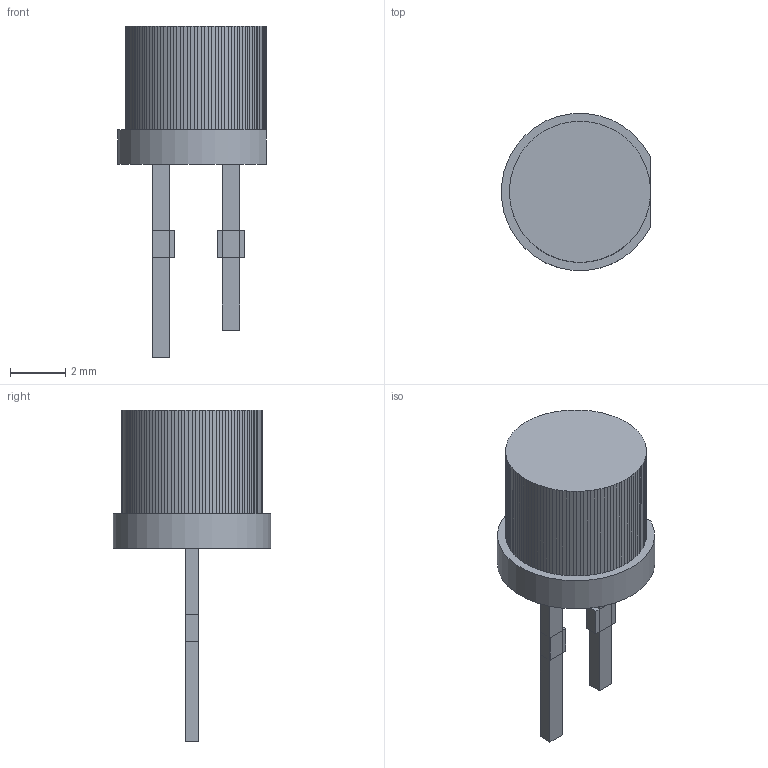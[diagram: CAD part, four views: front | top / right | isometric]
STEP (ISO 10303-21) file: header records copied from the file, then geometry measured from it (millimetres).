
FILE_DESCRIPTION(('FreeCAD Model'),'2;1');
FILE_NAME('Open CASCADE Shape Model','2024-02-15T14:52:15',(''),(''), 'Open CASCADE STEP processor 7.6','FreeCAD','Unknown');
FILE_SCHEMA(('AUTOMOTIVE_DESIGN { 1 0 10303 214 1 1 1 1 }'));
Length unit declared in the file: millimetre
Products named in the file (7): TEPT5700; cube001; cube002; cube003; cube004; difference (Solid); hull
Assembly tree (6 placements, depth 2):
  TEPT5700
    cube001
    cube002
    cube003
    cube004
    difference (Solid)
    hull
Bounding box: 5.39 x 5.69 x 12 mm (x, y, z)
Volume: 112.8 mm3; surface area: 211.2 mm2
Topology: 6 solids, 6 shells, 156 faces, 432 edges, 288 vertices
Faces by surface type: plane 155, cylinder 1
Entity records: 10662 total; most frequent: CARTESIAN_POINT 1755, DIRECTION 1616, LINE 1284, VECTOR 1284, ORIENTED_EDGE 864, PCURVE 864, DEFINITIONAL_REPRESENTATION 864, EDGE_CURVE 432
